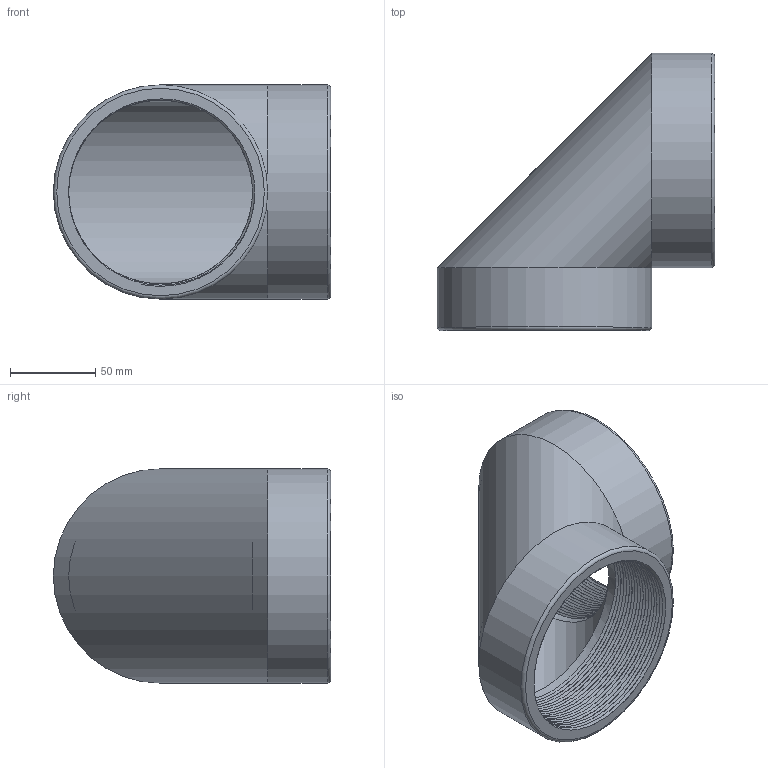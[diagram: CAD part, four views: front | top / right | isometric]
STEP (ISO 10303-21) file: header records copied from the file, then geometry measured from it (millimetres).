
FILE_DESCRIPTION(/* description */ ('Unknown'),/* implementation_level */ '2;1');
FILE_NAME(/* name */ '20200814-R-222-DN100',/* time_stamp */ '2020-08-14T18:10:57+08:00',/* author */ ('Unknown'),/* organization */ ('Unknown'),/* preprocessor_version */ 'ST-DEVELOPER v16.7',/* originating_system */ 'DEX',/* authorisation */ $);
FILE_SCHEMA (('AUTOMOTIVE_DESIGN {1 0 10303 214 3 1 1}'));
Length unit declared in the file: millimetre
Products named in the file (1): DN100
Bounding box: 163 x 163 x 126 mm (x, y, z)
Surface area: 151352.1 mm2 (no closed solid volume)
Topology: 0 solids, 1 shells, 36 faces, 200 edges, 148 vertices
Faces by surface type: cylinder 24, bspline 4, plane 4, torus 4
Full cylindrical faces by diameter (mm): 108 x20, 126 x2
Entity records: 10822 total; most frequent: CARTESIAN_POINT 9951, ORIENTED_EDGE 332, EDGE_CURVE 166, VERTEX_POINT 158, DIRECTION 52, EDGE_LOOP 24, FACE_BOUND 24, AXIS2_PLACEMENT_3D 23
